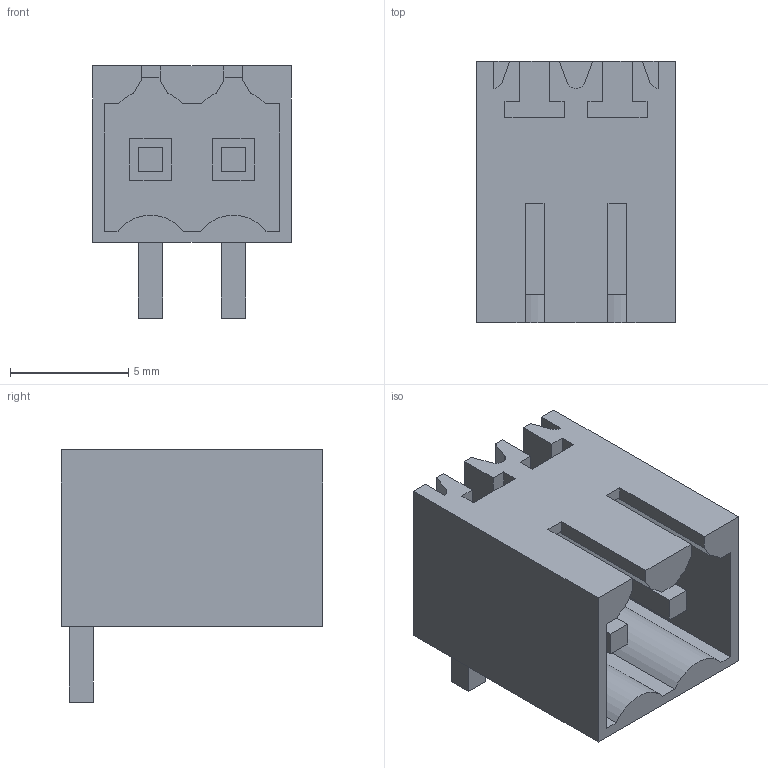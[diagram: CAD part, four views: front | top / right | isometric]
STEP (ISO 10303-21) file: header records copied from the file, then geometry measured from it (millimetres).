
FILE_DESCRIPTION(('CATIA V5 STEP Exchange','CAx-IF Rec.Pracs.--- Model Styling and Organization---1.2---2011-12-15'),'2;1');
FILE_NAME ('D1453216_0_1605070000_1605070000.stp','2018-03-06T11:56:32+00:00',('none'),('Weidmueller'),'CATIA Version 5-6 Release 2014','CATIA V5 STEP AP214','none');
FILE_SCHEMA(('AUTOMOTIVE_DESIGN { 1 0 10303 214 1 1 1 1 }'));
Length unit declared in the file: millimetre
Products named in the file (1): 1605070000
Bounding box: 8.4 x 11.05 x 10.65 mm (x, y, z)
Volume: 344.6 mm3; surface area: 989.4 mm2
Topology: 3 solids, 3 shells, 126 faces, 360 edges, 240 vertices
Faces by surface type: plane 117, cylinder 9
Entity records: 3914 total; most frequent: ORIENTED_EDGE 720, CARTESIAN_POINT 698, DIRECTION 554, EDGE_CURVE 360, VECTOR 340, LINE 340, VERTEX_POINT 240, EDGE_LOOP 130
